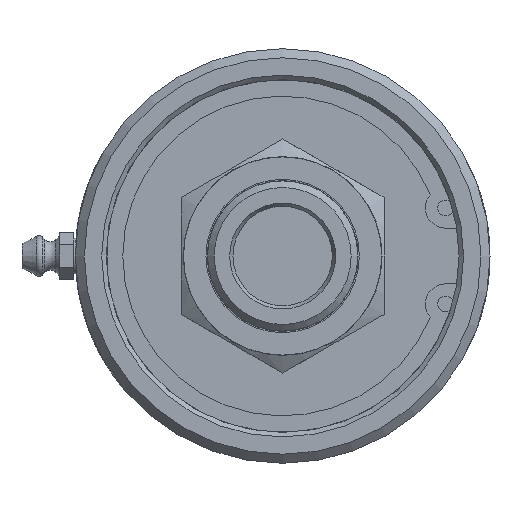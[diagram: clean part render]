
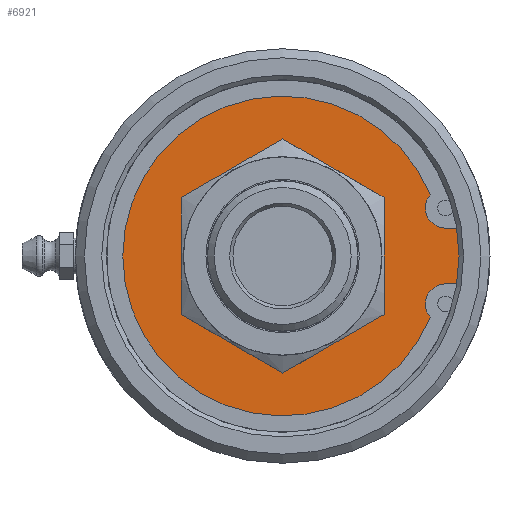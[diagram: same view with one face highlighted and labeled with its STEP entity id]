
A CAD part, left-side view. The second image highlights one B-rep face of the part: STEP entity #6921.
In plain terms, the highlighted planar face has unit normal (-1, 0, 0).
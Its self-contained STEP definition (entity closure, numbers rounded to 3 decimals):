
#86=FACE_BOUND('',#1830,.T.);
#1007=CIRCLE('',#7322,3.556);
#1009=CIRCLE('',#7325,28.142);
#1011=CIRCLE('',#7328,3.556);
#1013=CIRCLE('',#7333,33.45);
#1014=CIRCLE('',#7334,33.45);
#1015=CIRCLE('',#7335,17.5);
#1016=CIRCLE('',#7336,17.5);
#1405=FACE_OUTER_BOUND('',#1829,.T.);
#1829=EDGE_LOOP('',(#6240,#6241,#6242,#6243,#6244,#6245,#6246));
#1830=EDGE_LOOP('',(#6247,#6248));
#2234=LINE('',#16079,#2630);
#2239=LINE('',#16089,#2635);
#2630=VECTOR('',#8452,10.);
#2635=VECTOR('',#8459,10.);
#3288=VERTEX_POINT('',#16076);
#3289=VERTEX_POINT('',#16078);
#3292=VERTEX_POINT('',#16086);
#3293=VERTEX_POINT('',#16088);
#3294=VERTEX_POINT('',#16092);
#3296=VERTEX_POINT('',#16098);
#3298=VERTEX_POINT('',#16109);
#3299=VERTEX_POINT('',#16112);
#3300=VERTEX_POINT('',#16113);
#4283=EDGE_CURVE('',#3289,#3288,#2234,.T.);
#4288=EDGE_CURVE('',#3293,#3292,#2239,.T.);
#4290=EDGE_CURVE('',#3292,#3294,#1007,.T.);
#4293=EDGE_CURVE('',#3294,#3296,#1009,.T.);
#4296=EDGE_CURVE('',#3296,#3289,#1011,.T.);
#4298=EDGE_CURVE('',#3298,#3288,#1013,.T.);
#4299=EDGE_CURVE('',#3293,#3298,#1014,.T.);
#4300=EDGE_CURVE('',#3299,#3300,#1015,.T.);
#4301=EDGE_CURVE('',#3300,#3299,#1016,.T.);
#6240=ORIENTED_EDGE('',*,*,#4288,.T.);
#6241=ORIENTED_EDGE('',*,*,#4290,.T.);
#6242=ORIENTED_EDGE('',*,*,#4293,.T.);
#6243=ORIENTED_EDGE('',*,*,#4296,.T.);
#6244=ORIENTED_EDGE('',*,*,#4283,.T.);
#6245=ORIENTED_EDGE('',*,*,#4298,.F.);
#6246=ORIENTED_EDGE('',*,*,#4299,.F.);
#6247=ORIENTED_EDGE('',*,*,#4300,.T.);
#6248=ORIENTED_EDGE('',*,*,#4301,.T.);
#6559=PLANE('',#7332);
#6921=ADVANCED_FACE('',(#1405,#86),#6559,.T.);
#7322=AXIS2_PLACEMENT_3D('',#16093,#8463,#8464);
#7325=AXIS2_PLACEMENT_3D('',#16099,#8470,#8471);
#7328=AXIS2_PLACEMENT_3D('',#16104,#8477,#8478);
#7332=AXIS2_PLACEMENT_3D('',#16108,#8485,#8486);
#7333=AXIS2_PLACEMENT_3D('',#16110,#8487,#8488);
#7334=AXIS2_PLACEMENT_3D('',#16111,#8489,#8490);
#7335=AXIS2_PLACEMENT_3D('',#16114,#8491,#8492);
#7336=AXIS2_PLACEMENT_3D('',#16115,#8493,#8494);
#8452=DIRECTION('',(0.,-1.,0.));
#8459=DIRECTION('',(0.,1.,0.));
#8463=DIRECTION('center_axis',(1.,0.,0.));
#8464=DIRECTION('ref_axis',(0.,0.754,0.657));
#8470=DIRECTION('center_axis',(-1.,0.,0.));
#8471=DIRECTION('ref_axis',(0.,0.924,-0.384));
#8477=DIRECTION('center_axis',(1.,0.,0.));
#8478=DIRECTION('ref_axis',(0.,0.,1.));
#8485=DIRECTION('center_axis',(-1.,0.,0.));
#8486=DIRECTION('ref_axis',(0.,0.,1.));
#8487=DIRECTION('center_axis',(1.,0.,0.));
#8488=DIRECTION('ref_axis',(0.,1.,0.));
#8489=DIRECTION('center_axis',(1.,0.,0.));
#8490=DIRECTION('ref_axis',(0.,1.,0.));
#8491=DIRECTION('center_axis',(1.,0.,0.));
#8492=DIRECTION('ref_axis',(0.,1.,0.));
#8493=DIRECTION('center_axis',(1.,0.,0.));
#8494=DIRECTION('ref_axis',(0.,1.,0.));
#16076=CARTESIAN_POINT('',(4.7,-33.089,-4.902));
#16078=CARTESIAN_POINT('',(4.7,-28.672,-4.902));
#16079=CARTESIAN_POINT('',(4.7,-4.407,-4.902));
#16086=CARTESIAN_POINT('',(4.7,-28.672,4.902));
#16088=CARTESIAN_POINT('',(4.7,-33.089,4.902));
#16089=CARTESIAN_POINT('',(4.7,-2.199,4.902));
#16092=CARTESIAN_POINT('',(4.7,-25.99,10.793));
#16093=CARTESIAN_POINT('Origin',(4.7,-28.672,8.458));
#16098=CARTESIAN_POINT('',(4.7,-25.99,-10.793));
#16099=CARTESIAN_POINT('Origin',(4.7,0.,0.));
#16104=CARTESIAN_POINT('Origin',(4.7,-28.672,-8.458));
#16108=CARTESIAN_POINT('Origin',(4.7,24.275,0.));
#16109=CARTESIAN_POINT('',(4.7,-33.45,0.));
#16110=CARTESIAN_POINT('Origin',(4.7,0.,0.));
#16111=CARTESIAN_POINT('Origin',(4.7,0.,0.));
#16112=CARTESIAN_POINT('',(4.7,17.5,0.));
#16113=CARTESIAN_POINT('',(4.7,-17.5,0.));
#16114=CARTESIAN_POINT('Origin',(4.7,0.,0.));
#16115=CARTESIAN_POINT('Origin',(4.7,0.,0.));
